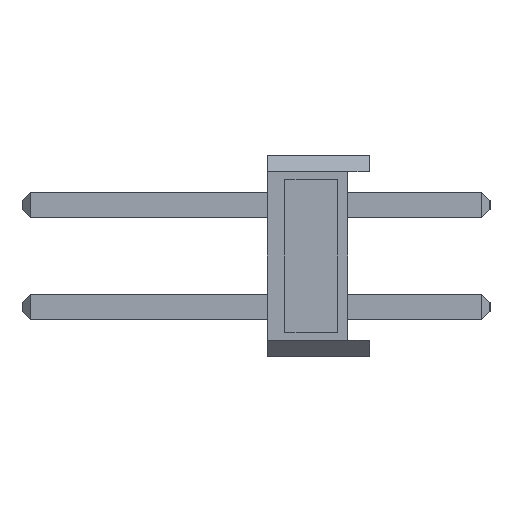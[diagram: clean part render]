
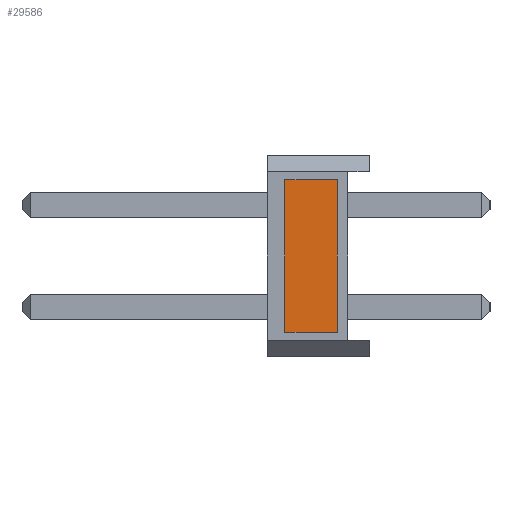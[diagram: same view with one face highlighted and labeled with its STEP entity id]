
A CAD part, left-side view. The second image highlights one B-rep face of the part: STEP entity #29586.
In plain terms, the highlighted planar face has unit normal (-1, 0, 0).
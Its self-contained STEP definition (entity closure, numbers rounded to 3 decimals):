
#543 = ORIENTED_EDGE ( 'NONE', *, *, #4092, .T. ) ;
#4092 = EDGE_CURVE ( 'NONE', #21684, #33075, #15418, .T. ) ;
#4142 = CARTESIAN_POINT ( 'NONE',  ( -1.27, 2.1, 1.9 ) ) ;
#4147 = CARTESIAN_POINT ( 'NONE',  ( -1.27, 2.1, 0. ) ) ;
#7055 = VECTOR ( 'NONE', #7311, 1000. ) ;
#7136 = VECTOR ( 'NONE', #38363, 1000. ) ;
#7311 = DIRECTION ( 'NONE',  ( 0., 0., 1. ) ) ;
#7434 = DIRECTION ( 'NONE',  ( 0., 0., -1. ) ) ;
#7944 = CARTESIAN_POINT ( 'NONE',  ( -1.27, 0.8, 0. ) ) ;
#12159 = VERTEX_POINT ( 'NONE', #4142 ) ;
#12235 = EDGE_CURVE ( 'NONE', #13116, #21684, #27628, .T. ) ;
#13116 = VERTEX_POINT ( 'NONE', #32863 ) ;
#13299 = CARTESIAN_POINT ( 'NONE',  ( -1.27, 2.1, 0. ) ) ;
#13922 = DIRECTION ( 'NONE',  ( 0., 0., 1. ) ) ;
#14990 = AXIS2_PLACEMENT_3D ( 'NONE', #4147, #26088, #7434 ) ;
#15007 = EDGE_LOOP ( 'NONE', ( #543, #25133, #23100, #21597 ) ) ;
#15418 = LINE ( 'NONE', #7944, #36379 ) ;
#15725 = FACE_OUTER_BOUND ( 'NONE', #15007, .T. ) ;
#16408 = CARTESIAN_POINT ( 'NONE',  ( -1.27, 2.1, -1.9 ) ) ;
#18257 = LINE ( 'NONE', #32014, #19237 ) ;
#19237 = VECTOR ( 'NONE', #19348, 1000. ) ;
#19348 = DIRECTION ( 'NONE',  ( 0., -1., 0. ) ) ;
#20358 = PLANE ( 'NONE',  #14990 ) ;
#21597 = ORIENTED_EDGE ( 'NONE', *, *, #12235, .T. ) ;
#21684 = VERTEX_POINT ( 'NONE', #39528 ) ;
#23100 = ORIENTED_EDGE ( 'NONE', *, *, #33276, .F. ) ;
#25133 = ORIENTED_EDGE ( 'NONE', *, *, #26238, .F. ) ;
#25528 = LINE ( 'NONE', #13299, #7055 ) ;
#26088 = DIRECTION ( 'NONE',  ( 1., 0., 0. ) ) ;
#26238 = EDGE_CURVE ( 'NONE', #12159, #33075, #18257, .T. ) ;
#27628 = LINE ( 'NONE', #16408, #7136 ) ;
#27999 = CARTESIAN_POINT ( 'NONE',  ( -1.27, 0.8, 1.9 ) ) ;
#29586 = ADVANCED_FACE ( 'NONE', ( #15725 ), #20358, .F. ) ;
#32014 = CARTESIAN_POINT ( 'NONE',  ( -1.27, 2.1, 1.9 ) ) ;
#32863 = CARTESIAN_POINT ( 'NONE',  ( -1.27, 2.1, -1.9 ) ) ;
#33075 = VERTEX_POINT ( 'NONE', #27999 ) ;
#33276 = EDGE_CURVE ( 'NONE', #13116, #12159, #25528, .T. ) ;
#36379 = VECTOR ( 'NONE', #13922, 1000. ) ;
#38363 = DIRECTION ( 'NONE',  ( 0., -1., 0. ) ) ;
#39528 = CARTESIAN_POINT ( 'NONE',  ( -1.27, 0.8, -1.9 ) ) ;
